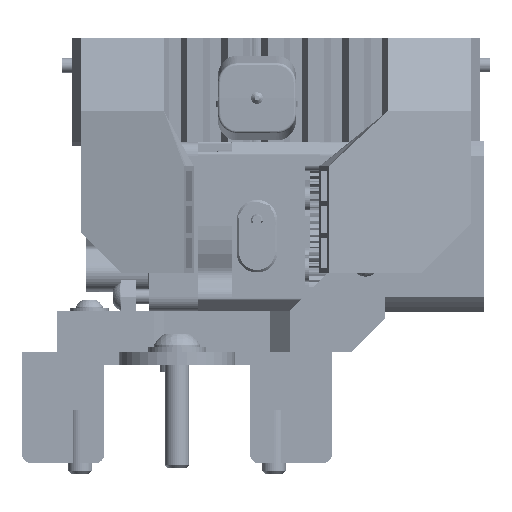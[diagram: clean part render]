
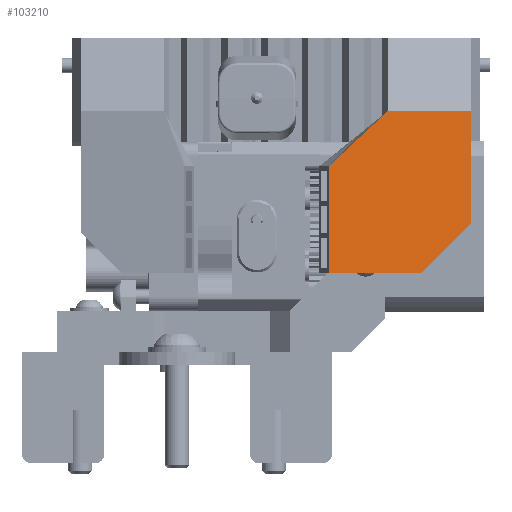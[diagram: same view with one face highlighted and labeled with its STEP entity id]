
A CAD part, front view. The second image highlights one B-rep face of the part: STEP entity #103210.
In plain terms, the highlighted planar face has unit normal (0.174, -0.985, 0).
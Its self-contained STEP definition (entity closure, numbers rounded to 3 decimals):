
#6485=B_SPLINE_CURVE_WITH_KNOTS('',1,(#158056,#158057),.UNSPECIFIED.,.F.,
 .F.,(2,2),(0.,1.),.PIECEWISE_BEZIER_KNOTS.);
#15763=ORIENTED_EDGE('',*,*,#42891,.F.);
#15764=ORIENTED_EDGE('',*,*,#42892,.T.);
#15765=ORIENTED_EDGE('',*,*,#42893,.T.);
#15766=ORIENTED_EDGE('',*,*,#42894,.F.);
#15767=ORIENTED_EDGE('',*,*,#42895,.T.);
#15768=ORIENTED_EDGE('',*,*,#42896,.T.);
#42891=EDGE_CURVE('',#57142,#57143,#68173,.T.);
#42892=EDGE_CURVE('',#57142,#57144,#68174,.T.);
#42893=EDGE_CURVE('',#57144,#57145,#68175,.T.);
#42894=EDGE_CURVE('',#57146,#57145,#6485,.T.);
#42895=EDGE_CURVE('',#57146,#57147,#68176,.T.);
#42896=EDGE_CURVE('',#57147,#57143,#68177,.T.);
#57142=VERTEX_POINT('',#158050);
#57143=VERTEX_POINT('',#158051);
#57144=VERTEX_POINT('',#158053);
#57145=VERTEX_POINT('',#158055);
#57146=VERTEX_POINT('',#158058);
#57147=VERTEX_POINT('',#158060);
#68173=LINE('',#158049,#78755);
#68174=LINE('',#158052,#78756);
#68175=LINE('',#158054,#78757);
#68176=LINE('',#158059,#78758);
#68177=LINE('',#158061,#78759);
#78755=VECTOR('',#125195,1000.);
#78756=VECTOR('',#125196,1000.);
#78757=VECTOR('',#125197,1000.);
#78758=VECTOR('',#125198,1000.);
#78759=VECTOR('',#125199,1000.);
#87415=EDGE_LOOP('',(#15763,#15764,#15765,#15766,#15767,#15768));
#93697=FACE_BOUND('',#87415,.T.);
#99543=PLANE('',#110424);
#103210=ADVANCED_FACE('',(#93697),#99543,.T.);
#110424=AXIS2_PLACEMENT_3D('',#158048,#125193,#125194);
#125193=DIRECTION('',(0.174,-0.985,0.));
#125194=DIRECTION('',(-0.985,-0.174,0.));
#125195=DIRECTION('',(-0.702,-0.124,-0.702));
#125196=DIRECTION('',(0.,0.,1.));
#125197=DIRECTION('',(-0.985,-0.174,0.));
#125198=DIRECTION('',(0.,0.,-1.));
#125199=DIRECTION('',(0.985,0.174,0.));
#158048=CARTESIAN_POINT('',(34.,-46.899,-196.683));
#158049=CARTESIAN_POINT('',(53.,-43.548,28.4));
#158050=CARTESIAN_POINT('',(51.2,-43.866,26.6));
#158051=CARTESIAN_POINT('',(41.,-45.664,16.4));
#158052=CARTESIAN_POINT('',(51.2,-43.866,11.556));
#158053=CARTESIAN_POINT('',(51.2,-43.866,49.814));
#158054=CARTESIAN_POINT('',(53.,-43.548,49.814));
#158055=CARTESIAN_POINT('',(34.,-46.899,49.814));
#158056=CARTESIAN_POINT('',(21.799,-49.05,38.4));
#158057=CARTESIAN_POINT('',(34.,-46.899,49.814));
#158058=CARTESIAN_POINT('',(21.799,-49.05,38.401));
#158059=CARTESIAN_POINT('',(21.799,-49.05,38.401));
#158060=CARTESIAN_POINT('',(21.799,-49.05,16.4));
#158061=CARTESIAN_POINT('',(21.799,-49.05,16.4));
